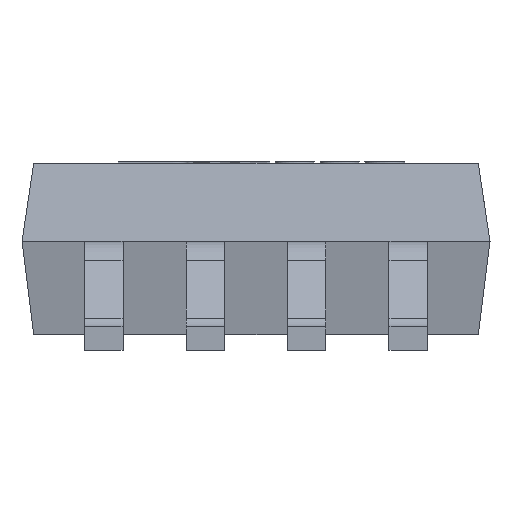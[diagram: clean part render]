
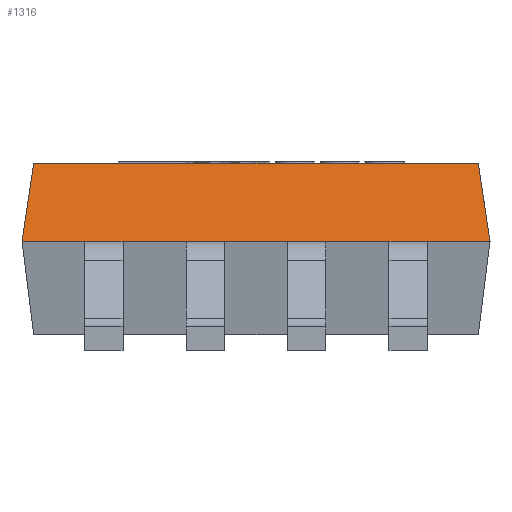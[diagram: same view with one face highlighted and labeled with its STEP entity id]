
A CAD part, left-side view. The second image highlights one B-rep face of the part: STEP entity #1316.
In plain terms, the highlighted free-form (B-spline) face has degree [1, 1] with [2, 2] control points.
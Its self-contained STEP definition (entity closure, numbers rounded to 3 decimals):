
#66 = VERTEX_POINT('',#67);
#67 = CARTESIAN_POINT('',(-2.09,-1.425,1.2));
#73 = EDGE_CURVE('',#66,#74,#76,.T.);
#74 = VERTEX_POINT('',#75);
#75 = CARTESIAN_POINT('',(-2.09,1.425,1.2));
#76 = LINE('',#77,#78);
#77 = CARTESIAN_POINT('',(-2.09,-1.425,1.2));
#78 = VECTOR('',#79,1.);
#79 = DIRECTION('',(0.,1.,0.));
#1205 = EDGE_CURVE('',#66,#1206,#1208,.T.);
#1206 = VERTEX_POINT('',#1207);
#1207 = CARTESIAN_POINT('',(-2.2,-1.5,0.7));
#1208 = B_SPLINE_CURVE_WITH_KNOTS('',1,(#1209,#1210),.UNSPECIFIED.,.F.,
  .F.,(2,2),(0.,1.),.PIECEWISE_BEZIER_KNOTS.);
#1209 = CARTESIAN_POINT('',(-2.09,-1.425,1.2));
#1210 = CARTESIAN_POINT('',(-2.2,-1.5,0.7));
#1316 = ADVANCED_FACE('',(#1317),#1398,.T.);
#1317 = FACE_BOUND('',#1318,.T.);
#1318 = EDGE_LOOP('',(#1319,#1320,#1327,#1335,#1343,#1351,#1359,#1367,
    #1375,#1383,#1391,#1397));
#1319 = ORIENTED_EDGE('',*,*,#73,.T.);
#1320 = ORIENTED_EDGE('',*,*,#1321,.T.);
#1321 = EDGE_CURVE('',#74,#1322,#1324,.T.);
#1322 = VERTEX_POINT('',#1323);
#1323 = CARTESIAN_POINT('',(-2.2,1.5,0.7));
#1324 = B_SPLINE_CURVE_WITH_KNOTS('',1,(#1325,#1326),.UNSPECIFIED.,.F.,
  .F.,(2,2),(0.,1.),.PIECEWISE_BEZIER_KNOTS.);
#1325 = CARTESIAN_POINT('',(-2.09,1.425,1.2));
#1326 = CARTESIAN_POINT('',(-2.2,1.5,0.7));
#1327 = ORIENTED_EDGE('',*,*,#1328,.F.);
#1328 = EDGE_CURVE('',#1329,#1322,#1331,.T.);
#1329 = VERTEX_POINT('',#1330);
#1330 = CARTESIAN_POINT('',(-2.2,1.098,0.7));
#1331 = LINE('',#1332,#1333);
#1332 = CARTESIAN_POINT('',(-2.2,-1.5,0.7));
#1333 = VECTOR('',#1334,1.);
#1334 = DIRECTION('',(0.,1.,0.));
#1335 = ORIENTED_EDGE('',*,*,#1336,.F.);
#1336 = EDGE_CURVE('',#1337,#1329,#1339,.T.);
#1337 = VERTEX_POINT('',#1338);
#1338 = CARTESIAN_POINT('',(-2.2,0.853,0.7));
#1339 = LINE('',#1340,#1341);
#1340 = CARTESIAN_POINT('',(-2.2,-1.5,0.7));
#1341 = VECTOR('',#1342,1.);
#1342 = DIRECTION('',(0.,1.,0.));
#1343 = ORIENTED_EDGE('',*,*,#1344,.F.);
#1344 = EDGE_CURVE('',#1345,#1337,#1347,.T.);
#1345 = VERTEX_POINT('',#1346);
#1346 = CARTESIAN_POINT('',(-2.2,0.448,0.7));
#1347 = LINE('',#1348,#1349);
#1348 = CARTESIAN_POINT('',(-2.2,-1.5,0.7));
#1349 = VECTOR('',#1350,1.);
#1350 = DIRECTION('',(0.,1.,0.));
#1351 = ORIENTED_EDGE('',*,*,#1352,.F.);
#1352 = EDGE_CURVE('',#1353,#1345,#1355,.T.);
#1353 = VERTEX_POINT('',#1354);
#1354 = CARTESIAN_POINT('',(-2.2,0.203,0.7));
#1355 = LINE('',#1356,#1357);
#1356 = CARTESIAN_POINT('',(-2.2,-1.5,0.7));
#1357 = VECTOR('',#1358,1.);
#1358 = DIRECTION('',(0.,1.,0.));
#1359 = ORIENTED_EDGE('',*,*,#1360,.F.);
#1360 = EDGE_CURVE('',#1361,#1353,#1363,.T.);
#1361 = VERTEX_POINT('',#1362);
#1362 = CARTESIAN_POINT('',(-2.2,-0.203,0.7));
#1363 = LINE('',#1364,#1365);
#1364 = CARTESIAN_POINT('',(-2.2,-1.5,0.7));
#1365 = VECTOR('',#1366,1.);
#1366 = DIRECTION('',(0.,1.,0.));
#1367 = ORIENTED_EDGE('',*,*,#1368,.F.);
#1368 = EDGE_CURVE('',#1369,#1361,#1371,.T.);
#1369 = VERTEX_POINT('',#1370);
#1370 = CARTESIAN_POINT('',(-2.2,-0.448,0.7));
#1371 = LINE('',#1372,#1373);
#1372 = CARTESIAN_POINT('',(-2.2,-1.5,0.7));
#1373 = VECTOR('',#1374,1.);
#1374 = DIRECTION('',(0.,1.,0.));
#1375 = ORIENTED_EDGE('',*,*,#1376,.F.);
#1376 = EDGE_CURVE('',#1377,#1369,#1379,.T.);
#1377 = VERTEX_POINT('',#1378);
#1378 = CARTESIAN_POINT('',(-2.2,-0.853,0.7));
#1379 = LINE('',#1380,#1381);
#1380 = CARTESIAN_POINT('',(-2.2,-1.5,0.7));
#1381 = VECTOR('',#1382,1.);
#1382 = DIRECTION('',(0.,1.,0.));
#1383 = ORIENTED_EDGE('',*,*,#1384,.F.);
#1384 = EDGE_CURVE('',#1385,#1377,#1387,.T.);
#1385 = VERTEX_POINT('',#1386);
#1386 = CARTESIAN_POINT('',(-2.2,-1.098,0.7));
#1387 = LINE('',#1388,#1389);
#1388 = CARTESIAN_POINT('',(-2.2,-1.5,0.7));
#1389 = VECTOR('',#1390,1.);
#1390 = DIRECTION('',(0.,1.,0.));
#1391 = ORIENTED_EDGE('',*,*,#1392,.F.);
#1392 = EDGE_CURVE('',#1206,#1385,#1393,.T.);
#1393 = LINE('',#1394,#1395);
#1394 = CARTESIAN_POINT('',(-2.2,-1.5,0.7));
#1395 = VECTOR('',#1396,1.);
#1396 = DIRECTION('',(0.,1.,0.));
#1397 = ORIENTED_EDGE('',*,*,#1205,.F.);
#1398 = B_SPLINE_SURFACE_WITH_KNOTS('',1,1,(
    (#1399,#1400)
    ,(#1401,#1402
    )),.UNSPECIFIED.,.F.,.F.,.F.,(2,2),(2,2),(0.,3.),(0.,1.),
  .PIECEWISE_BEZIER_KNOTS.);
#1399 = CARTESIAN_POINT('',(-2.09,-1.425,1.2));
#1400 = CARTESIAN_POINT('',(-2.2,-1.5,0.7));
#1401 = CARTESIAN_POINT('',(-2.09,1.425,1.2));
#1402 = CARTESIAN_POINT('',(-2.2,1.5,0.7));
